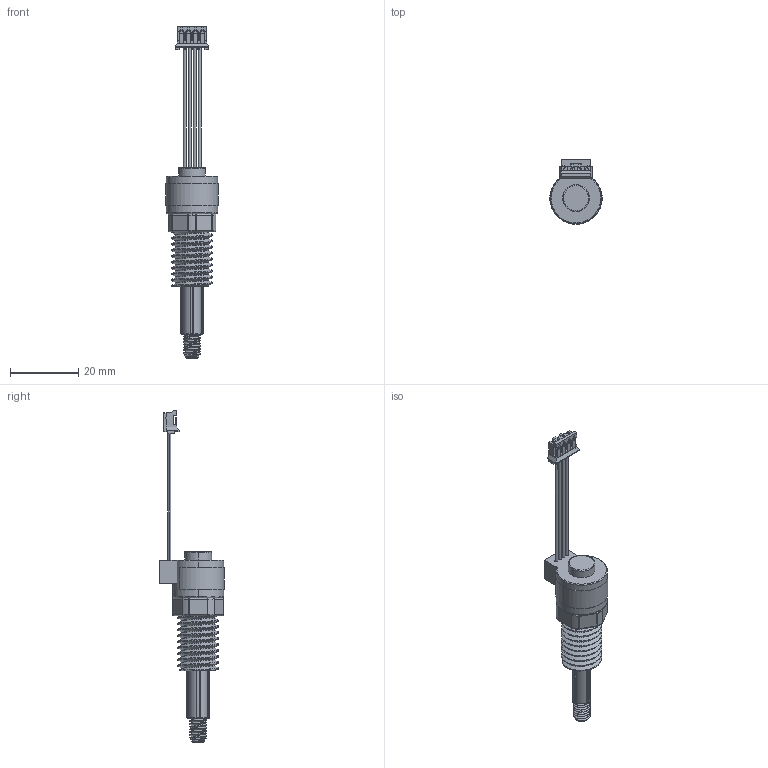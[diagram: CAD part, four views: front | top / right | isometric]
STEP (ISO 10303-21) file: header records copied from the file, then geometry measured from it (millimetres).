
FILE_DESCRIPTION (( 'STEP AP214' ), '1' );
FILE_NAME ('AMETEK-LC1574-W-04-12.5-W038-0.STEP', '2022-08-03T16:28:56', ( '' ), ( '' ), 'SwSTEP 2.0', 'SolidWorks 2022', '' );
FILE_SCHEMA (( 'AUTOMOTIVE_DESIGN' ));
Length unit declared in the file: inch
Products named in the file (7): 56-513_56-513-4; 56-837-2; 03-1670-3-D PS; AMETEK-LC1574-W-04-12.5-W038-0; 52-768_52-768-1; 19-1290-3dPS; 56-837-2_56-837-2
Assembly tree (6 placements, depth 3):
  AMETEK-LC1574-W-04-12.5-W038-0
    56-837-2
      56-837-2_56-837-2
      56-513_56-513-4
    52-768_52-768-1
    03-1670-3-D PS
    19-1290-3dPS
Bounding box: 15.21 x 18.82 x 97 mm (x, y, z)
Volume: 4218 mm3; surface area: 5498 mm2
Topology: 4 solids, 5 shells, 660 faces, 1634 edges, 975 vertices
Faces by surface type: plane 267, bspline 186, cylinder 183, cone 24
Entity records: 27563 total; most frequent: CARTESIAN_POINT 13077, ORIENTED_EDGE 3233, DIRECTION 2649, EDGE_CURVE 1618, VERTEX_POINT 975, VECTOR 893, LINE 893, AXIS2_PLACEMENT_3D 878
